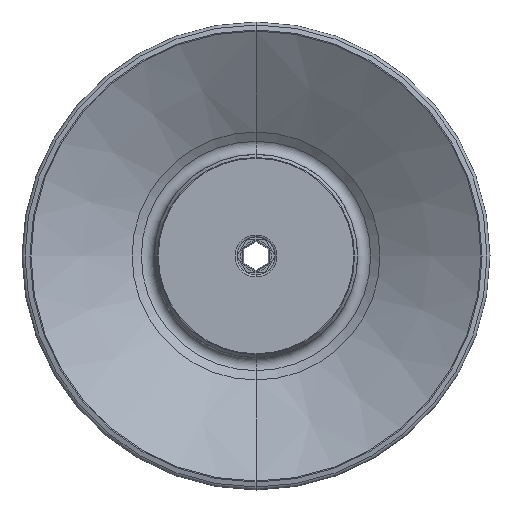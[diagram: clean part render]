
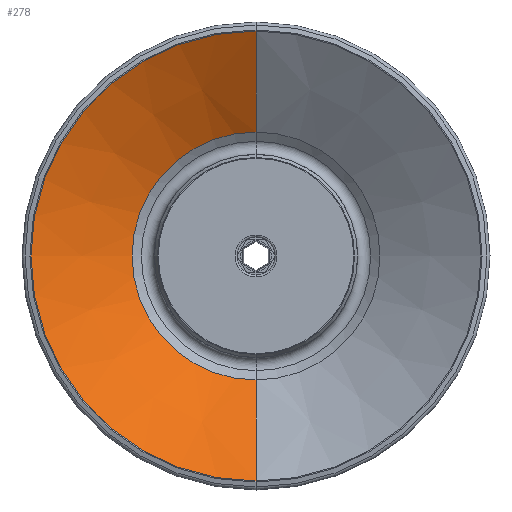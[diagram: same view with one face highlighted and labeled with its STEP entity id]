
A CAD part, front view. The second image highlights one B-rep face of the part: STEP entity #278.
In plain terms, the highlighted conical face has half-angle 58.457 degrees and reference radius 55.3 mm.
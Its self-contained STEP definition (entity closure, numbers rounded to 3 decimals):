
#278=ADVANCED_FACE('',(#694),#695,.F.);
#694=FACE_OUTER_BOUND('',#1261,.T.);
#695=CONICAL_SURFACE('',#1262,55.3,1.02);
#1261=EDGE_LOOP('',(#6128,#6129,#6130,#6131));
#1262=AXIS2_PLACEMENT_3D('',#6132,#6133,#6134);
#6128=ORIENTED_EDGE('',*,*,#7373,.T.);
#6129=ORIENTED_EDGE('',*,*,#7377,.T.);
#6130=ORIENTED_EDGE('',*,*,#7378,.F.);
#6131=ORIENTED_EDGE('',*,*,#7379,.F.);
#6132=CARTESIAN_POINT('',(0.0,-42.593,0.0));
#6133=DIRECTION('',(0.0,-1.0,-0.0));
#6134=DIRECTION('',(0.0,0.0,-1.0));
#7373=EDGE_CURVE('',#8055,#8056,#8057,.T.);
#7377=EDGE_CURVE('',#8056,#8061,#8062,.T.);
#7378=EDGE_CURVE('',#8063,#8061,#8064,.T.);
#7379=EDGE_CURVE('',#8055,#8063,#8065,.T.);
#8055=VERTEX_POINT('',#9424);
#8056=VERTEX_POINT('',#9425);
#8057=CIRCLE('',#9426,30.463);
#8061=VERTEX_POINT('',#9432);
#8062=LINE('',#9433,#9434);
#8063=VERTEX_POINT('',#9435);
#8064=CIRCLE('',#9436,55.3);
#8065=LINE('',#9437,#9438);
#9424=CARTESIAN_POINT('',(0.0,-27.348,-30.463));
#9425=CARTESIAN_POINT('',(0.,-27.348,30.463));
#9426=AXIS2_PLACEMENT_3D('',#11470,#11471,#11472);
#9432=CARTESIAN_POINT('',(0.0,-42.593,55.3));
#9433=CARTESIAN_POINT('',(0.,-42.593,55.3));
#9434=VECTOR('',#11475,1000.0);
#9435=CARTESIAN_POINT('',(0.,-42.593,-55.3));
#9436=AXIS2_PLACEMENT_3D('',#11476,#11477,#11478);
#9437=CARTESIAN_POINT('',(0.0,-42.593,-55.3));
#9438=VECTOR('',#11479,1000.0);
#11470=CARTESIAN_POINT('',(0.0,-27.348,0.0));
#11471=DIRECTION('',(0.0,1.0,0.0));
#11472=DIRECTION('',(0.0,0.0,1.0));
#11475=DIRECTION('',(0.,-0.523,0.852));
#11476=CARTESIAN_POINT('',(0.0,-42.593,0.0));
#11477=DIRECTION('',(0.0,1.0,0.0));
#11478=DIRECTION('',(0.0,0.0,1.0));
#11479=DIRECTION('',(0.0,-0.523,-0.852));
